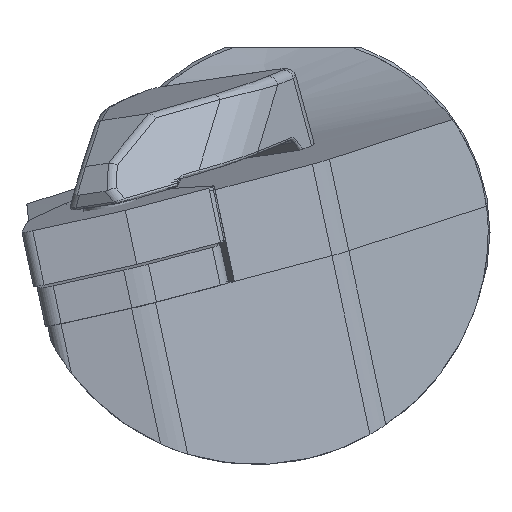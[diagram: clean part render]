
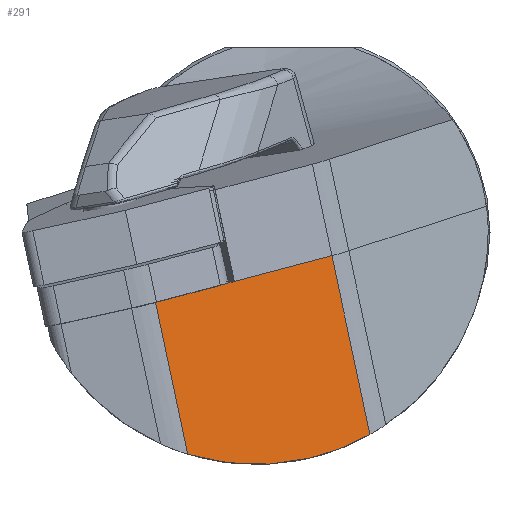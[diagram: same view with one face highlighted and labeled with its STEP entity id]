
A CAD part, left-side view. The second image highlights one B-rep face of the part: STEP entity #291.
In plain terms, the highlighted planar face has unit normal (-0.902, -0.432, -0.005).
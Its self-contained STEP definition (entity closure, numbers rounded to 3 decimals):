
#156=ELLIPSE('',#2106,20.898,18.85);
#291=ADVANCED_FACE('',(#457),#409,.F.);
#409=PLANE('',#2107);
#457=FACE_OUTER_BOUND('',#569,.T.);
#569=EDGE_LOOP('',(#996,#997,#998,#999,#1000,#1001));
#693=LINE('',#2914,#835);
#703=LINE('',#2948,#845);
#705=LINE('',#2957,#847);
#706=LINE('',#2958,#848);
#707=LINE('',#2960,#849);
#835=VECTOR('',#2328,1.);
#845=VECTOR('',#2348,1.);
#847=VECTOR('',#2352,1.);
#848=VECTOR('',#2353,1.);
#849=VECTOR('',#2354,1.);
#996=ORIENTED_EDGE('',*,*,#1757,.F.);
#997=ORIENTED_EDGE('',*,*,#1741,.T.);
#998=ORIENTED_EDGE('',*,*,#1758,.T.);
#999=ORIENTED_EDGE('',*,*,#1759,.F.);
#1000=ORIENTED_EDGE('',*,*,#1760,.T.);
#1001=ORIENTED_EDGE('',*,*,#1754,.T.);
#1558=VERTEX_POINT('',#2912);
#1560=VERTEX_POINT('',#2915);
#1570=VERTEX_POINT('',#2946);
#1572=VERTEX_POINT('',#2949);
#1574=VERTEX_POINT('',#2959);
#1575=VERTEX_POINT('',#2961);
#1741=EDGE_CURVE('',#1560,#1558,#693,.T.);
#1754=EDGE_CURVE('',#1572,#1570,#703,.T.);
#1757=EDGE_CURVE('',#1560,#1570,#705,.T.);
#1758=EDGE_CURVE('',#1558,#1574,#706,.T.);
#1759=EDGE_CURVE('',#1575,#1574,#707,.T.);
#1760=EDGE_CURVE('',#1575,#1572,#156,.T.);
#2106=AXIS2_PLACEMENT_3D('',#2962,#2355,#2356);
#2107=AXIS2_PLACEMENT_3D('',#2963,#2357,#2358);
#2328=DIRECTION('',(-0.419,0.878,-0.232));
#2348=DIRECTION('',(-0.105,0.207,0.973));
#2352=DIRECTION('',(0.419,-0.878,0.232));
#2353=DIRECTION('',(-0.419,0.878,-0.232));
#2354=DIRECTION('',(-0.105,0.207,0.973));
#2355=DIRECTION('',(-0.902,-0.432,-0.005));
#2356=DIRECTION('',(-0.432,0.902,0.011));
#2357=DIRECTION('',(0.902,0.432,0.005));
#2358=DIRECTION('',(0.432,-0.902,0.));
#2912=CARTESIAN_POINT('',(-171.408,-10.899,-5.011));
#2914=CARTESIAN_POINT('',(-167.325,-19.457,-2.754));
#2915=CARTESIAN_POINT('',(-171.102,-11.542,-4.842));
#2946=CARTESIAN_POINT('',(-167.325,-19.457,-2.754));
#2948=CARTESIAN_POINT('',(-210.557,66.061,399.576));
#2949=CARTESIAN_POINT('',(-165.764,-22.545,-17.279));
#2957=CARTESIAN_POINT('',(-167.325,-19.457,-2.754));
#2958=CARTESIAN_POINT('',(-167.325,-19.457,-2.754));
#2959=CARTESIAN_POINT('',(-174.157,-5.138,-6.531));
#2960=CARTESIAN_POINT('',(-217.388,80.38,395.799));
#2961=CARTESIAN_POINT('',(-172.831,-7.761,-18.874));
#2962=CARTESIAN_POINT('',(-170.285,-13.295,-0.854));
#2963=CARTESIAN_POINT('',(-210.557,66.061,399.576));
